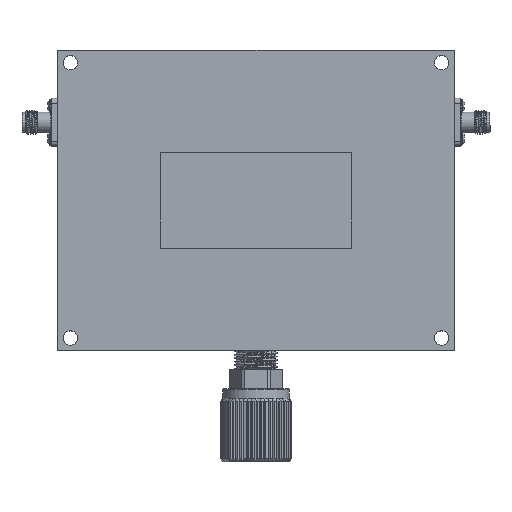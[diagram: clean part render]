
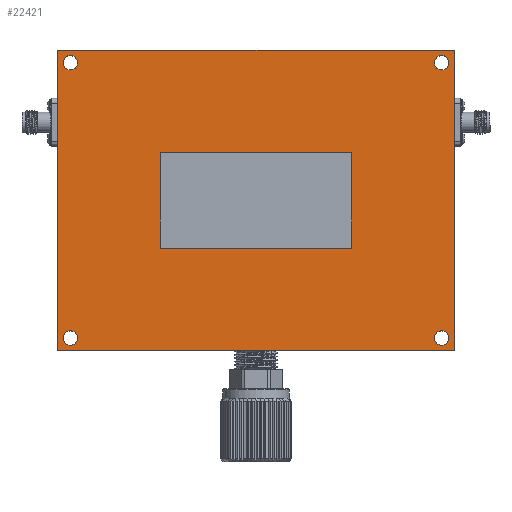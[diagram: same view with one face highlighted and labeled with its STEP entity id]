
A CAD part, top view. The second image highlights one B-rep face of the part: STEP entity #22421.
In plain terms, the highlighted planar face has unit normal (0, 0, 1).
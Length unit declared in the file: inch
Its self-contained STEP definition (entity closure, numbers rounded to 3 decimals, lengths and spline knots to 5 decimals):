
#152 = LINE ( 'NONE', #22451, #8684 ) ;
#195 = CARTESIAN_POINT ( 'NONE',  ( -2.065, 1.565, 0.5 ) ) ;
#229 = CARTESIAN_POINT ( 'NONE',  ( -1.86, 1.435, 0.5 ) ) ;
#256 = EDGE_CURVE ( 'NONE', #12226, #24662, #22245, .T. ) ;
#295 = AXIS2_PLACEMENT_3D ( 'NONE', #6072, #6163, #5755 ) ;
#580 = VERTEX_POINT ( 'NONE', #12715 ) ;
#1142 = EDGE_CURVE ( 'NONE', #5026, #5026, #29600, .T. ) ;
#1647 = CARTESIAN_POINT ( 'NONE',  ( 1., 0.5, 0.5 ) ) ;
#1969 = CARTESIAN_POINT ( 'NONE',  ( -2.065, -1.565, 0.5 ) ) ;
#2148 = EDGE_CURVE ( 'NONE', #25871, #7536, #19278, .T. ) ;
#2161 = DIRECTION ( 'NONE',  ( 0., 0., -1. ) ) ;
#2257 = CARTESIAN_POINT ( 'NONE',  ( 0., 0., 0.5 ) ) ;
#2726 = CARTESIAN_POINT ( 'NONE',  ( -1.935, -1.435, 0.5 ) ) ;
#3355 = VECTOR ( 'NONE', #13644, 39.37008 ) ;
#3465 = ORIENTED_EDGE ( 'NONE', *, *, #19229, .F. ) ;
#4042 = DIRECTION ( 'NONE',  ( 0., -1., 0. ) ) ;
#4097 = LINE ( 'NONE', #4272, #3355 ) ;
#4272 = CARTESIAN_POINT ( 'NONE',  ( 2.065, -1.565, 0.5 ) ) ;
#4448 = DIRECTION ( 'NONE',  ( -1., 0., 0. ) ) ;
#4467 = FACE_BOUND ( 'NONE', #24354, .T. ) ;
#5026 = VERTEX_POINT ( 'NONE', #16665 ) ;
#5207 = CARTESIAN_POINT ( 'NONE',  ( 1.935, 1.435, 0.5 ) ) ;
#5240 = CIRCLE ( 'NONE', #6493, 0.075 ) ;
#5681 = ORIENTED_EDGE ( 'NONE', *, *, #2148, .F. ) ;
#5755 = DIRECTION ( 'NONE',  ( 1., 0., 0. ) ) ;
#6012 = EDGE_LOOP ( 'NONE', ( #19239 ) ) ;
#6072 = CARTESIAN_POINT ( 'NONE',  ( 1.935, -1.435, 0.5 ) ) ;
#6163 = DIRECTION ( 'NONE',  ( 0., 0., 1. ) ) ;
#6493 = AXIS2_PLACEMENT_3D ( 'NONE', #7656, #24219, #10046 ) ;
#6682 = VECTOR ( 'NONE', #15502, 39.37008 ) ;
#7245 = CARTESIAN_POINT ( 'NONE',  ( 2.01, -1.435, 0.5 ) ) ;
#7482 = CARTESIAN_POINT ( 'NONE',  ( 1., -0.5, 0.5 ) ) ;
#7536 = VERTEX_POINT ( 'NONE', #12369 ) ;
#7650 = VERTEX_POINT ( 'NONE', #22777 ) ;
#7656 = CARTESIAN_POINT ( 'NONE',  ( -1.935, 1.435, 0.5 ) ) ;
#7835 = CARTESIAN_POINT ( 'NONE',  ( -1., -0.5, 0.5 ) ) ;
#8110 = ORIENTED_EDGE ( 'NONE', *, *, #23324, .F. ) ;
#8684 = VECTOR ( 'NONE', #4042, 39.37008 ) ;
#8705 = VERTEX_POINT ( 'NONE', #7245 ) ;
#9759 = EDGE_LOOP ( 'NONE', ( #16875, #30203, #11329, #25074 ) ) ;
#9815 = ORIENTED_EDGE ( 'NONE', *, *, #13096, .F. ) ;
#10013 = FACE_BOUND ( 'NONE', #6012, .T. ) ;
#10046 = DIRECTION ( 'NONE',  ( 1., 0., 0. ) ) ;
#10522 = VERTEX_POINT ( 'NONE', #11583 ) ;
#11097 = DIRECTION ( 'NONE',  ( -1., 0., 0. ) ) ;
#11329 = ORIENTED_EDGE ( 'NONE', *, *, #17250, .T. ) ;
#11355 = VECTOR ( 'NONE', #20995, 39.37008 ) ;
#11583 = CARTESIAN_POINT ( 'NONE',  ( 2.065, -1.565, 0.5 ) ) ;
#11656 = EDGE_LOOP ( 'NONE', ( #3465 ) ) ;
#11683 = DIRECTION ( 'NONE',  ( 0., 0., 1. ) ) ;
#11981 = VERTEX_POINT ( 'NONE', #25982 ) ;
#12073 = LINE ( 'NONE', #15605, #17649 ) ;
#12077 = ORIENTED_EDGE ( 'NONE', *, *, #256, .F. ) ;
#12226 = VERTEX_POINT ( 'NONE', #7482 ) ;
#12305 = CIRCLE ( 'NONE', #295, 0.075 ) ;
#12369 = CARTESIAN_POINT ( 'NONE',  ( -1., -0.5, 0.5 ) ) ;
#12715 = CARTESIAN_POINT ( 'NONE',  ( 2.01, 1.435, 0.5 ) ) ;
#12829 = LINE ( 'NONE', #195, #26548 ) ;
#13096 = EDGE_CURVE ( 'NONE', #7536, #12226, #12073, .T. ) ;
#13644 = DIRECTION ( 'NONE',  ( 0., 1., 0. ) ) ;
#14449 = FACE_BOUND ( 'NONE', #20752, .T. ) ;
#14818 = FACE_OUTER_BOUND ( 'NONE', #9759, .T. ) ;
#15502 = DIRECTION ( 'NONE',  ( 0., -1., 0. ) ) ;
#15605 = CARTESIAN_POINT ( 'NONE',  ( -1., -0.5, 0.5 ) ) ;
#16665 = CARTESIAN_POINT ( 'NONE',  ( -1.86, -1.435, 0.5 ) ) ;
#16733 = DIRECTION ( 'NONE',  ( -1., 0., 0. ) ) ;
#16875 = ORIENTED_EDGE ( 'NONE', *, *, #23451, .T. ) ;
#17250 = EDGE_CURVE ( 'NONE', #21584, #7650, #152, .T. ) ;
#17595 = CARTESIAN_POINT ( 'NONE',  ( -2.065, 1.565, 0.5 ) ) ;
#17649 = VECTOR ( 'NONE', #20379, 39.37008 ) ;
#17799 = FACE_BOUND ( 'NONE', #18525, .T. ) ;
#18356 = AXIS2_PLACEMENT_3D ( 'NONE', #2726, #24034, #26069 ) ;
#18525 = EDGE_LOOP ( 'NONE', ( #29419 ) ) ;
#18591 = PLANE ( 'NONE',  #29876 ) ;
#19229 = EDGE_CURVE ( 'NONE', #8705, #8705, #12305, .T. ) ;
#19239 = ORIENTED_EDGE ( 'NONE', *, *, #1142, .F. ) ;
#19246 = VECTOR ( 'NONE', #11097, 39.37008 ) ;
#19278 = LINE ( 'NONE', #7835, #6682 ) ;
#19621 = CIRCLE ( 'NONE', #26961, 0.075 ) ;
#20379 = DIRECTION ( 'NONE',  ( 1., 0., 0. ) ) ;
#20752 = EDGE_LOOP ( 'NONE', ( #20772 ) ) ;
#20772 = ORIENTED_EDGE ( 'NONE', *, *, #23681, .F. ) ;
#20995 = DIRECTION ( 'NONE',  ( 1., 0., 0. ) ) ;
#21351 = LINE ( 'NONE', #1969, #11355 ) ;
#21464 = EDGE_CURVE ( 'NONE', #25342, #25342, #5240, .T. ) ;
#21584 = VERTEX_POINT ( 'NONE', #17595 ) ;
#22245 = LINE ( 'NONE', #28185, #28485 ) ;
#22421 = ADVANCED_FACE ( 'NONE', ( #23007, #10013, #14449, #17799, #14818, #4467 ), #18591, .F. ) ;
#22451 = CARTESIAN_POINT ( 'NONE',  ( -2.065, -1.565, 0.5 ) ) ;
#22777 = CARTESIAN_POINT ( 'NONE',  ( -2.065, -1.565, 0.5 ) ) ;
#23007 = FACE_BOUND ( 'NONE', #11656, .T. ) ;
#23014 = CARTESIAN_POINT ( 'NONE',  ( -1., 0.5, 0.5 ) ) ;
#23324 = EDGE_CURVE ( 'NONE', #24662, #25871, #29951, .T. ) ;
#23451 = EDGE_CURVE ( 'NONE', #10522, #11981, #4097, .T. ) ;
#23681 = EDGE_CURVE ( 'NONE', #580, #580, #19621, .T. ) ;
#24034 = DIRECTION ( 'NONE',  ( 0., 0., 1. ) ) ;
#24219 = DIRECTION ( 'NONE',  ( 0., 0., 1. ) ) ;
#24354 = EDGE_LOOP ( 'NONE', ( #12077, #9815, #5681, #8110 ) ) ;
#24662 = VERTEX_POINT ( 'NONE', #1647 ) ;
#25074 = ORIENTED_EDGE ( 'NONE', *, *, #28394, .T. ) ;
#25342 = VERTEX_POINT ( 'NONE', #229 ) ;
#25871 = VERTEX_POINT ( 'NONE', #30347 ) ;
#25982 = CARTESIAN_POINT ( 'NONE',  ( 2.065, 1.565, 0.5 ) ) ;
#26069 = DIRECTION ( 'NONE',  ( 1., 0., 0. ) ) ;
#26230 = EDGE_CURVE ( 'NONE', #11981, #21584, #12829, .T. ) ;
#26548 = VECTOR ( 'NONE', #16733, 39.37008 ) ;
#26961 = AXIS2_PLACEMENT_3D ( 'NONE', #5207, #11683, #30561 ) ;
#28185 = CARTESIAN_POINT ( 'NONE',  ( 1., -0.5, 0.5 ) ) ;
#28287 = DIRECTION ( 'NONE',  ( 0., 1., 0. ) ) ;
#28394 = EDGE_CURVE ( 'NONE', #7650, #10522, #21351, .T. ) ;
#28485 = VECTOR ( 'NONE', #28287, 39.37008 ) ;
#29419 = ORIENTED_EDGE ( 'NONE', *, *, #21464, .F. ) ;
#29600 = CIRCLE ( 'NONE', #18356, 0.075 ) ;
#29876 = AXIS2_PLACEMENT_3D ( 'NONE', #2257, #2161, #4448 ) ;
#29951 = LINE ( 'NONE', #23014, #19246 ) ;
#30203 = ORIENTED_EDGE ( 'NONE', *, *, #26230, .T. ) ;
#30347 = CARTESIAN_POINT ( 'NONE',  ( -1., 0.5, 0.5 ) ) ;
#30561 = DIRECTION ( 'NONE',  ( 1., 0., 0. ) ) ;
